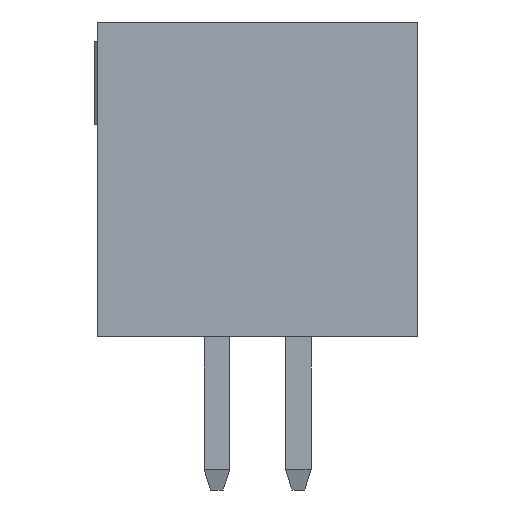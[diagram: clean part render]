
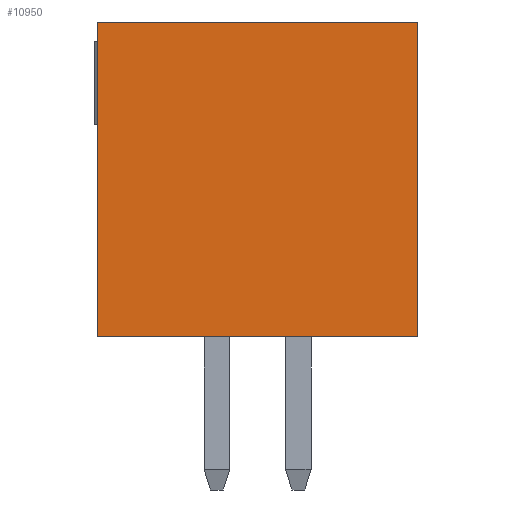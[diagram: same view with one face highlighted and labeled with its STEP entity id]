
A CAD part, front view. The second image highlights one B-rep face of the part: STEP entity #10950.
In plain terms, the highlighted face is planar.
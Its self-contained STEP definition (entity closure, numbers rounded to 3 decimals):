
#531=ORIENTED_EDGE('',*,*,#2579,.F.);
#532=ORIENTED_EDGE('',*,*,#2580,.F.);
#533=ORIENTED_EDGE('',*,*,#2581,.T.);
#534=ORIENTED_EDGE('',*,*,#2582,.T.);
#2579=EDGE_CURVE('',#3596,#3597,#4367,.T.);
#2580=EDGE_CURVE('',#3598,#3596,#4368,.T.);
#2581=EDGE_CURVE('',#3598,#3599,#4369,.T.);
#2582=EDGE_CURVE('',#3599,#3597,#4370,.T.);
#3596=VERTEX_POINT('',#14464);
#3597=VERTEX_POINT('',#14465);
#3598=VERTEX_POINT('',#14467);
#3599=VERTEX_POINT('',#14469);
#4367=LINE('',#14463,#5479);
#4368=LINE('',#14466,#5480);
#4369=LINE('',#14468,#5481);
#4370=LINE('',#14470,#5482);
#5479=VECTOR('',#12307,1000.);
#5480=VECTOR('',#12308,1000.);
#5481=VECTOR('',#12309,1000.);
#5482=VECTOR('',#12310,1000.);
#6364=EDGE_LOOP('',(#531,#532,#533,#534));
#6836=FACE_BOUND('',#6364,.T.);
#7308=PLANE('',#11412);
#10950=ADVANCED_FACE('',(#6836),#7308,.T.);
#11412=AXIS2_PLACEMENT_3D('',#14462,#12305,#12306);
#12305=DIRECTION('',(1.,0.,0.));
#12306=DIRECTION('',(0.,0.,-1.));
#12307=DIRECTION('',(0.,0.,-1.));
#12308=DIRECTION('',(0.,1.,0.));
#12309=DIRECTION('',(0.,0.,-1.));
#12310=DIRECTION('',(0.,1.,0.));
#14462=CARTESIAN_POINT('',(8.255,-2.5,2.45));
#14463=CARTESIAN_POINT('',(8.255,2.5,2.45));
#14464=CARTESIAN_POINT('',(8.255,2.5,2.45));
#14465=CARTESIAN_POINT('',(8.255,2.5,-2.45));
#14466=CARTESIAN_POINT('',(8.255,-2.5,2.45));
#14467=CARTESIAN_POINT('',(8.255,-2.5,2.45));
#14468=CARTESIAN_POINT('',(8.255,-2.5,2.45));
#14469=CARTESIAN_POINT('',(8.255,-2.5,-2.45));
#14470=CARTESIAN_POINT('',(8.255,-2.5,-2.45));
